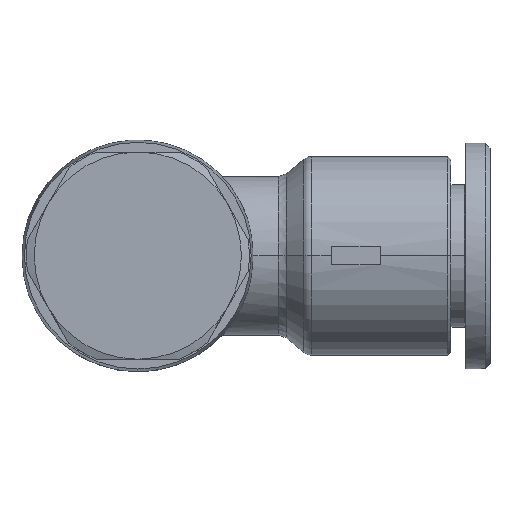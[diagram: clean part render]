
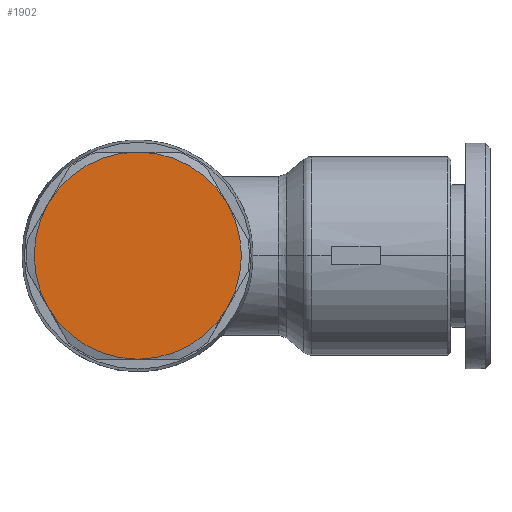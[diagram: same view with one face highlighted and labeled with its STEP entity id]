
A CAD part, top view. The second image highlights one B-rep face of the part: STEP entity #1902.
In plain terms, the highlighted planar face has unit normal (0, 0, 1).
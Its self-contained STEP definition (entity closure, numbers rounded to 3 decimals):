
#1272=CARTESIAN_POINT('',(4.9,-8.5,11.3));
#1273=VERTEX_POINT('',#1272);
#1296=CARTESIAN_POINT('',(12.261,-4.25,11.3));
#1297=VERTEX_POINT('',#1296);
#1311=CARTESIAN_POINT('',(4.9,0.,11.3));
#1312=DIRECTION('',(0.0,0.0,1.0));
#1313=DIRECTION('',(0.0,1.0,0.0));
#1314=AXIS2_PLACEMENT_3D('',#1311,#1312,#1313);
#1315=CIRCLE('',#1314,8.5);
#1316=EDGE_CURVE('',#1273,#1297,#1315,.T.);
#1326=CARTESIAN_POINT('',(12.261,4.25,11.3));
#1327=VERTEX_POINT('',#1326);
#1343=CARTESIAN_POINT('',(4.9,0.,11.3));
#1344=DIRECTION('',(0.0,0.0,1.0));
#1345=DIRECTION('',(0.0,1.0,0.0));
#1346=AXIS2_PLACEMENT_3D('',#1343,#1344,#1345);
#1347=CIRCLE('',#1346,8.5);
#1348=EDGE_CURVE('',#1297,#1327,#1347,.T.);
#1382=CARTESIAN_POINT('',(-2.461,-4.25,11.3));
#1383=VERTEX_POINT('',#1382);
#1419=CARTESIAN_POINT('',(4.9,0.,11.3));
#1420=DIRECTION('',(0.0,0.0,1.0));
#1421=DIRECTION('',(0.0,1.0,0.0));
#1422=AXIS2_PLACEMENT_3D('',#1419,#1420,#1421);
#1423=CIRCLE('',#1422,8.5);
#1424=EDGE_CURVE('',#1383,#1273,#1423,.T.);
#1436=CARTESIAN_POINT('',(-2.461,4.25,11.3));
#1437=VERTEX_POINT('',#1436);
#1473=CARTESIAN_POINT('',(4.9,0.,11.3));
#1474=DIRECTION('',(0.0,0.0,1.0));
#1475=DIRECTION('',(0.0,1.0,0.0));
#1476=AXIS2_PLACEMENT_3D('',#1473,#1474,#1475);
#1477=CIRCLE('',#1476,8.5);
#1478=EDGE_CURVE('',#1437,#1383,#1477,.T.);
#1488=CARTESIAN_POINT('',(4.9,8.5,11.3));
#1489=VERTEX_POINT('',#1488);
#1505=CARTESIAN_POINT('',(4.9,0.,11.3));
#1506=DIRECTION('',(0.0,0.0,1.0));
#1507=DIRECTION('',(0.0,1.0,0.0));
#1508=AXIS2_PLACEMENT_3D('',#1505,#1506,#1507);
#1509=CIRCLE('',#1508,8.5);
#1510=EDGE_CURVE('',#1327,#1489,#1509,.T.);
#1579=CARTESIAN_POINT('',(4.9,0.,11.3));
#1580=DIRECTION('',(0.0,0.0,1.0));
#1581=DIRECTION('',(0.0,1.0,0.0));
#1582=AXIS2_PLACEMENT_3D('',#1579,#1580,#1581);
#1583=CIRCLE('',#1582,8.5);
#1584=EDGE_CURVE('',#1489,#1437,#1583,.T.);
#1889=CARTESIAN_POINT('',(4.9,0.,11.3));
#1890=DIRECTION('',(0.0,0.0,-1.0));
#1891=DIRECTION('',(0.0,-1.0,0.0));
#1892=AXIS2_PLACEMENT_3D('',#1889,#1890,#1891);
#1893=PLANE('',#1892);
#1894=ORIENTED_EDGE('',*,*,#1348,.T.);
#1895=ORIENTED_EDGE('',*,*,#1510,.T.);
#1896=ORIENTED_EDGE('',*,*,#1584,.T.);
#1897=ORIENTED_EDGE('',*,*,#1478,.T.);
#1898=ORIENTED_EDGE('',*,*,#1424,.T.);
#1899=ORIENTED_EDGE('',*,*,#1316,.T.);
#1900=EDGE_LOOP('',(#1894,#1895,#1896,#1897,#1898,#1899));
#1901=FACE_OUTER_BOUND('',#1900,.T.);
#1902=ADVANCED_FACE('',(#1901),#1893,.F.);
